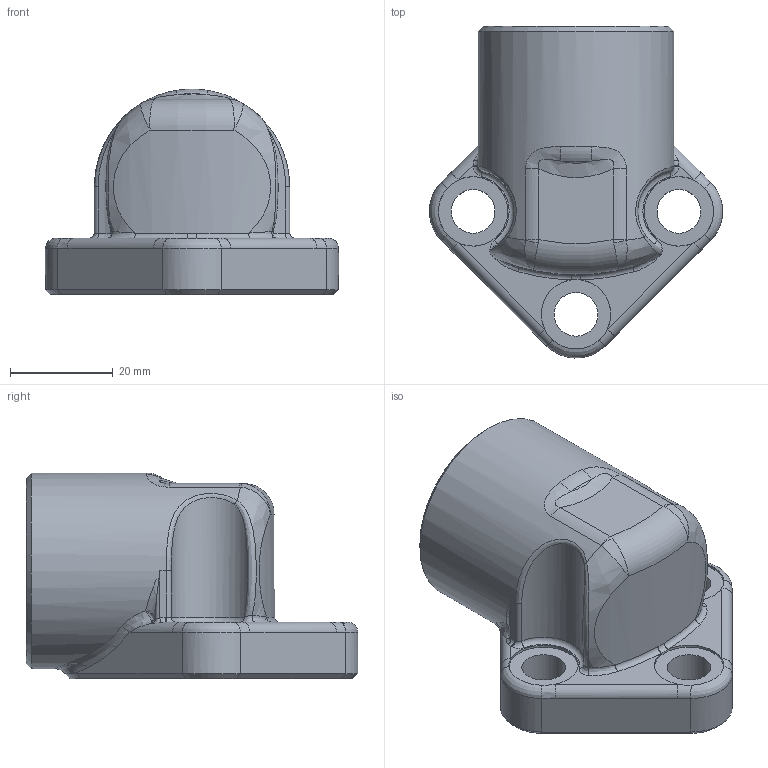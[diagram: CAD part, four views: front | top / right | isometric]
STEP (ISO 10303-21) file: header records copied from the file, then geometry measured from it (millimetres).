
FILE_DESCRIPTION(/* description */ ('Unknown'),/* implementation_level */ '2;1');
FILE_NAME(/* name */ 'AF.01490-001',/* time_stamp */ '2023-07-24T09:32:01+02:00',/* author */ ('Unknown'),/* organization */ ('Unknown'),/* preprocessor_version */ 'ST-DEVELOPER v18.102',/* originating_system */ 'Solid Edge',/* authorisation */ 'Unknown');
FILE_SCHEMA (('AUTOMOTIVE_DESIGN {1 0 10303 214 3 1 1}'));
Length unit declared in the file: millimetre
Products named in the file (2): 775_RPA2-038-SZ; RPA2-038-SZ
Assembly tree (1 placements, depth 2):
  775_RPA2-038-SZ
    RPA2-038-SZ
Bounding box: 57 x 64.5 x 40 mm (x, y, z)
Volume: 48399.1 mm3; surface area: 13712.3 mm2
Topology: 1 solids, 1 shells, 117 faces, 278 edges, 158 vertices
Faces by surface type: cylinder 39, bspline 35, plane 20, torus 12, cone 9, sphere 2
Full cylindrical faces by diameter (mm): 8.5 x3, 13.5 x3, 15 x1, 15.25 x1, 19 x1, 22 x1, 29 x1, 38 x1
Entity records: 5441 total; most frequent: CARTESIAN_POINT 3161, ORIENTED_EDGE 484, DIRECTION 394, EDGE_CURVE 242, AXIS2_PLACEMENT_3D 173, VERTEX_POINT 149, FACE_BOUND 147, EDGE_LOOP 146
